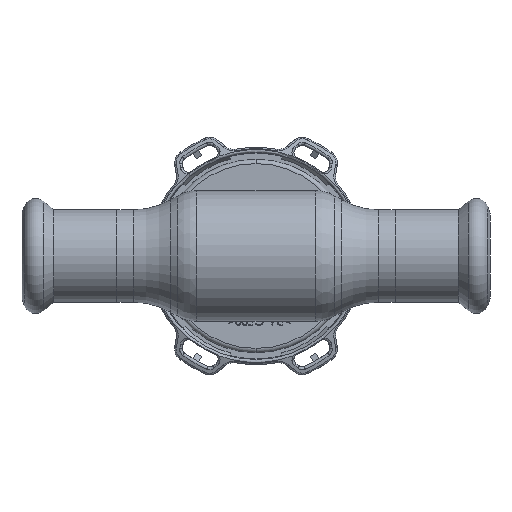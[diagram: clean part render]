
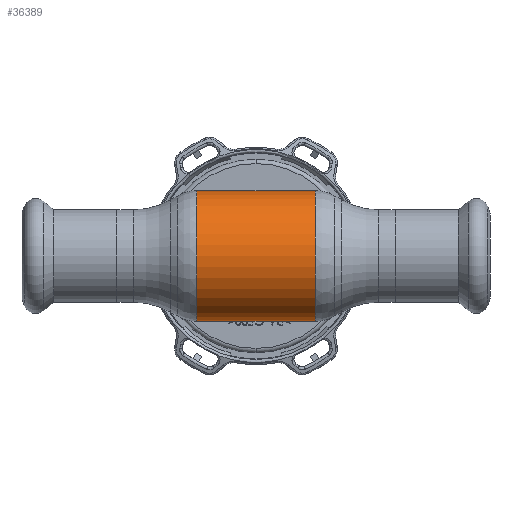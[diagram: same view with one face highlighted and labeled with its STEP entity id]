
A CAD part, front view. The second image highlights one B-rep face of the part: STEP entity #36389.
In plain terms, the highlighted cylindrical face has radius 15 mm (diameter 30 mm), a partial arc.
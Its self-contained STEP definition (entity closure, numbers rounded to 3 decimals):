
#4130 = EDGE_LOOP ( 'NONE', ( #14804, #14795, #16188, #17813 ) ) ;
#5012 = LINE ( 'NONE', #19567, #10738 ) ;
#5697 = CARTESIAN_POINT ( 'NONE',  ( -62.69, 0., 15. ) ) ;
#6125 = DIRECTION ( 'NONE',  ( -1., 0., 0. ) ) ;
#7481 = CARTESIAN_POINT ( 'NONE',  ( -13.588, 0., 0. ) ) ;
#8083 = EDGE_CURVE ( 'NONE', #18365, #20029, #13132, .T. ) ;
#8342 = AXIS2_PLACEMENT_3D ( 'NONE', #19402, #30837, #29300 ) ;
#9924 = DIRECTION ( 'NONE',  ( 0., 0., 1. ) ) ;
#10738 = VECTOR ( 'NONE', #19010, 1000. ) ;
#11149 = CYLINDRICAL_SURFACE ( 'NONE', #21949, 15. ) ;
#11277 = AXIS2_PLACEMENT_3D ( 'NONE', #7481, #27650, #9924 ) ;
#13132 = CIRCLE ( 'NONE', #8342, 15. ) ;
#13664 = CARTESIAN_POINT ( 'NONE',  ( 13.588, 0., -15. ) ) ;
#14579 = CARTESIAN_POINT ( 'NONE',  ( -13.588, 0., -15. ) ) ;
#14718 = EDGE_CURVE ( 'NONE', #14789, #22267, #24994, .T. ) ;
#14789 = VERTEX_POINT ( 'NONE', #14579 ) ;
#14795 = ORIENTED_EDGE ( 'NONE', *, *, #8083, .T. ) ;
#14804 = ORIENTED_EDGE ( 'NONE', *, *, #19907, .F. ) ;
#15235 = CARTESIAN_POINT ( 'NONE',  ( 13.588, 0., 15. ) ) ;
#16188 = ORIENTED_EDGE ( 'NONE', *, *, #25456, .T. ) ;
#17813 = ORIENTED_EDGE ( 'NONE', *, *, #14718, .F. ) ;
#18365 = VERTEX_POINT ( 'NONE', #13664 ) ;
#19010 = DIRECTION ( 'NONE',  ( -1., 0., 0. ) ) ;
#19402 = CARTESIAN_POINT ( 'NONE',  ( 13.588, 0., 0. ) ) ;
#19567 = CARTESIAN_POINT ( 'NONE',  ( -62.69, 0., -15. ) ) ;
#19907 = EDGE_CURVE ( 'NONE', #18365, #14789, #5012, .T. ) ;
#20029 = VERTEX_POINT ( 'NONE', #15235 ) ;
#20685 = DIRECTION ( 'NONE',  ( 0., 0., 1. ) ) ;
#21949 = AXIS2_PLACEMENT_3D ( 'NONE', #26266, #6125, #20685 ) ;
#22267 = VERTEX_POINT ( 'NONE', #23566 ) ;
#22680 = LINE ( 'NONE', #5697, #32120 ) ;
#23566 = CARTESIAN_POINT ( 'NONE',  ( -13.588, 0., 15. ) ) ;
#24994 = CIRCLE ( 'NONE', #11277, 15. ) ;
#25456 = EDGE_CURVE ( 'NONE', #20029, #22267, #22680, .T. ) ;
#26266 = CARTESIAN_POINT ( 'NONE',  ( -62.69, 0., 0. ) ) ;
#27650 = DIRECTION ( 'NONE',  ( -1., 0., 0. ) ) ;
#28282 = DIRECTION ( 'NONE',  ( -1., 0., 0. ) ) ;
#29300 = DIRECTION ( 'NONE',  ( 0., 0., 1. ) ) ;
#30837 = DIRECTION ( 'NONE',  ( -1., 0., 0. ) ) ;
#32120 = VECTOR ( 'NONE', #28282, 1000. ) ;
#36389 = ADVANCED_FACE ( 'NONE', ( #36613 ), #11149, .T. ) ;
#36613 = FACE_OUTER_BOUND ( 'NONE', #4130, .T. ) ;
